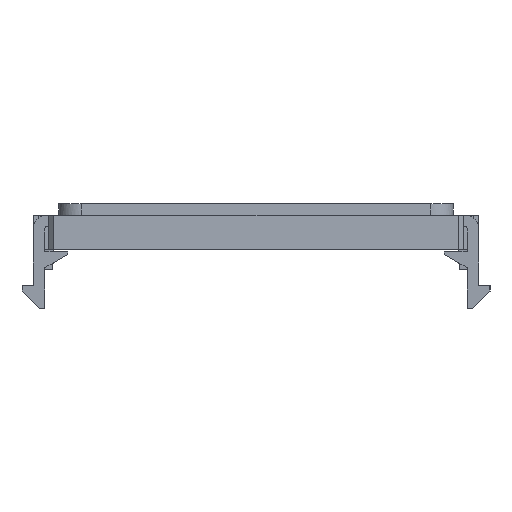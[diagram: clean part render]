
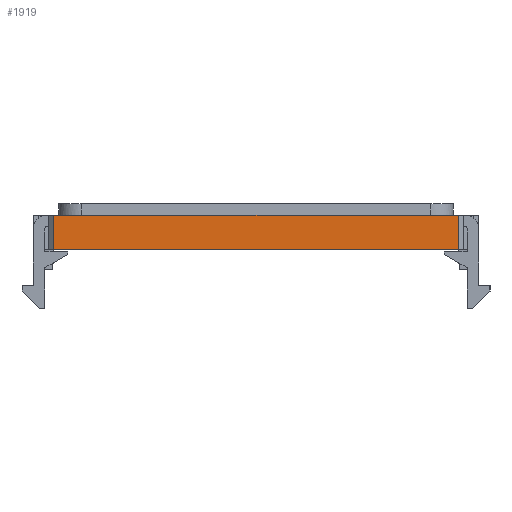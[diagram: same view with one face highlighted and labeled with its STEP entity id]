
A CAD part, left-side view. The second image highlights one B-rep face of the part: STEP entity #1919.
In plain terms, the highlighted planar face has unit normal (-1, 0, 0).
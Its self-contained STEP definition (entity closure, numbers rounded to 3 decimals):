
#1883 = EDGE_CURVE('',#1884,#1886,#1888,.T.);
#1884 = VERTEX_POINT('',#1885);
#1885 = CARTESIAN_POINT('',(-23.55,17.7,1.));
#1886 = VERTEX_POINT('',#1887);
#1887 = CARTESIAN_POINT('',(-23.55,17.7,-2.));
#1888 = LINE('',#1889,#1890);
#1889 = CARTESIAN_POINT('',(-23.55,17.7,0.));
#1890 = VECTOR('',#1891,1.);
#1891 = DIRECTION('',(-0.,-0.,-1.));
#1919 = ADVANCED_FACE('',(#1920),#1945,.T.);
#1920 = FACE_BOUND('',#1921,.T.);
#1921 = EDGE_LOOP('',(#1922,#1930,#1931,#1939));
#1922 = ORIENTED_EDGE('',*,*,#1923,.F.);
#1923 = EDGE_CURVE('',#1884,#1924,#1926,.T.);
#1924 = VERTEX_POINT('',#1925);
#1925 = CARTESIAN_POINT('',(-23.55,-17.7,1.));
#1926 = LINE('',#1927,#1928);
#1927 = CARTESIAN_POINT('',(-23.55,17.7,1.));
#1928 = VECTOR('',#1929,1.);
#1929 = DIRECTION('',(0.,-1.,0.));
#1930 = ORIENTED_EDGE('',*,*,#1883,.T.);
#1931 = ORIENTED_EDGE('',*,*,#1932,.F.);
#1932 = EDGE_CURVE('',#1933,#1886,#1935,.T.);
#1933 = VERTEX_POINT('',#1934);
#1934 = CARTESIAN_POINT('',(-23.55,-17.7,-2.));
#1935 = LINE('',#1936,#1937);
#1936 = CARTESIAN_POINT('',(-23.55,-17.7,-2.));
#1937 = VECTOR('',#1938,1.);
#1938 = DIRECTION('',(0.,1.,0.));
#1939 = ORIENTED_EDGE('',*,*,#1940,.T.);
#1940 = EDGE_CURVE('',#1933,#1924,#1941,.T.);
#1941 = LINE('',#1942,#1943);
#1942 = CARTESIAN_POINT('',(-23.55,-17.7,0.));
#1943 = VECTOR('',#1944,1.);
#1944 = DIRECTION('',(0.,0.,1.));
#1945 = PLANE('',#1946);
#1946 = AXIS2_PLACEMENT_3D('',#1947,#1948,#1949);
#1947 = CARTESIAN_POINT('',(-23.55,0.,-0.5));
#1948 = DIRECTION('',(-1.,-0.,-0.));
#1949 = DIRECTION('',(0.,0.,-1.));
